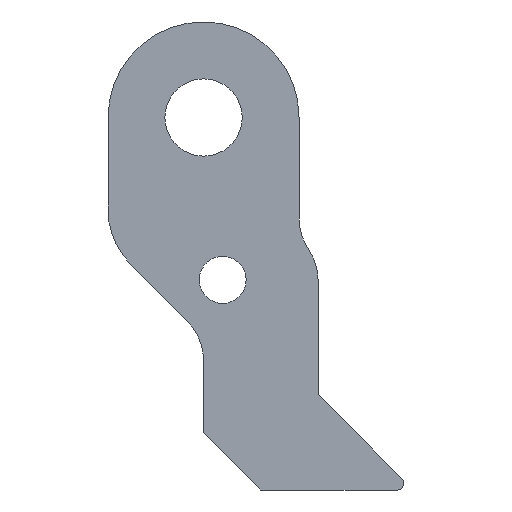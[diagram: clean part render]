
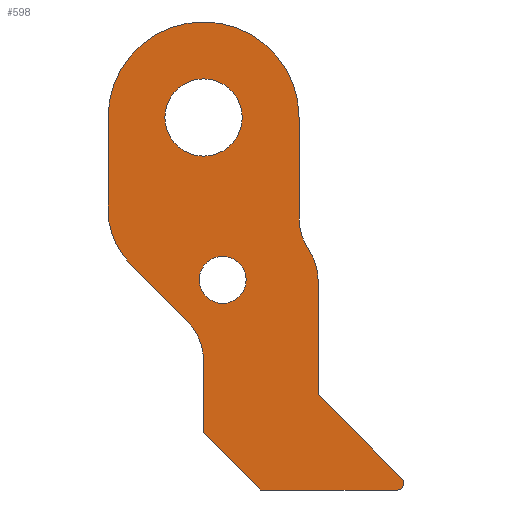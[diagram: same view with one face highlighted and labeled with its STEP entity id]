
A CAD part, left-side view. The second image highlights one B-rep face of the part: STEP entity #598.
In plain terms, the highlighted planar face has unit normal (-1, 0, 0).
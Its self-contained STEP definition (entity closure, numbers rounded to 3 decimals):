
#15=FACE_BOUND('',#72,.T.);
#16=FACE_BOUND('',#73,.T.);
#23=PLANE('',#645);
#40=FACE_OUTER_BOUND('',#71,.T.);
#71=EDGE_LOOP('',(#408,#409,#410,#411,#412,#413,#414,#415,#416,#417,#418,
#419,#420,#421));
#72=EDGE_LOOP('',(#422,#423));
#73=EDGE_LOOP('',(#424,#425));
#111=LINE('',#902,#168);
#112=LINE('',#904,#169);
#113=LINE('',#910,#170);
#114=LINE('',#914,#171);
#115=LINE('',#918,#172);
#116=LINE('',#922,#173);
#117=LINE('',#924,#174);
#118=LINE('',#925,#175);
#168=VECTOR('',#717,10.);
#169=VECTOR('',#718,10.);
#170=VECTOR('',#723,10.);
#171=VECTOR('',#726,10.);
#172=VECTOR('',#729,10.);
#173=VECTOR('',#732,10.);
#174=VECTOR('',#733,10.);
#175=VECTOR('',#734,10.);
#224=CIRCLE('',#644,0.36);
#225=CIRCLE('',#646,3.);
#226=CIRCLE('',#647,3.);
#227=CIRCLE('',#648,5.);
#228=CIRCLE('',#649,4.);
#229=CIRCLE('',#650,3.);
#230=CIRCLE('',#651,1.23);
#231=CIRCLE('',#652,1.23);
#232=CIRCLE('',#653,2.025);
#233=CIRCLE('',#654,2.025);
#257=VERTEX_POINT('',#895);
#258=VERTEX_POINT('',#897);
#259=VERTEX_POINT('',#901);
#260=VERTEX_POINT('',#903);
#261=VERTEX_POINT('',#905);
#262=VERTEX_POINT('',#907);
#263=VERTEX_POINT('',#909);
#264=VERTEX_POINT('',#911);
#265=VERTEX_POINT('',#913);
#266=VERTEX_POINT('',#915);
#267=VERTEX_POINT('',#917);
#268=VERTEX_POINT('',#919);
#269=VERTEX_POINT('',#921);
#270=VERTEX_POINT('',#923);
#271=VERTEX_POINT('',#926);
#272=VERTEX_POINT('',#927);
#273=VERTEX_POINT('',#930);
#274=VERTEX_POINT('',#931);
#317=EDGE_CURVE('',#257,#258,#224,.T.);
#319=EDGE_CURVE('',#257,#259,#111,.T.);
#320=EDGE_CURVE('',#259,#260,#112,.T.);
#321=EDGE_CURVE('',#261,#260,#225,.T.);
#322=EDGE_CURVE('',#262,#261,#226,.T.);
#323=EDGE_CURVE('',#262,#263,#113,.T.);
#324=EDGE_CURVE('',#264,#263,#227,.T.);
#325=EDGE_CURVE('',#264,#265,#114,.T.);
#326=EDGE_CURVE('',#266,#265,#228,.T.);
#327=EDGE_CURVE('',#266,#267,#115,.T.);
#328=EDGE_CURVE('',#268,#267,#229,.T.);
#329=EDGE_CURVE('',#268,#269,#116,.T.);
#330=EDGE_CURVE('',#269,#270,#117,.T.);
#331=EDGE_CURVE('',#270,#258,#118,.T.);
#332=EDGE_CURVE('',#271,#272,#230,.T.);
#333=EDGE_CURVE('',#272,#271,#231,.T.);
#334=EDGE_CURVE('',#273,#274,#232,.T.);
#335=EDGE_CURVE('',#274,#273,#233,.T.);
#408=ORIENTED_EDGE('',*,*,#317,.F.);
#409=ORIENTED_EDGE('',*,*,#319,.T.);
#410=ORIENTED_EDGE('',*,*,#320,.T.);
#411=ORIENTED_EDGE('',*,*,#321,.F.);
#412=ORIENTED_EDGE('',*,*,#322,.F.);
#413=ORIENTED_EDGE('',*,*,#323,.T.);
#414=ORIENTED_EDGE('',*,*,#324,.F.);
#415=ORIENTED_EDGE('',*,*,#325,.T.);
#416=ORIENTED_EDGE('',*,*,#326,.F.);
#417=ORIENTED_EDGE('',*,*,#327,.T.);
#418=ORIENTED_EDGE('',*,*,#328,.F.);
#419=ORIENTED_EDGE('',*,*,#329,.T.);
#420=ORIENTED_EDGE('',*,*,#330,.T.);
#421=ORIENTED_EDGE('',*,*,#331,.T.);
#422=ORIENTED_EDGE('',*,*,#332,.T.);
#423=ORIENTED_EDGE('',*,*,#333,.T.);
#424=ORIENTED_EDGE('',*,*,#334,.T.);
#425=ORIENTED_EDGE('',*,*,#335,.T.);
#598=ADVANCED_FACE('',(#40,#15,#16),#23,.T.);
#644=AXIS2_PLACEMENT_3D('',#898,#712,#713);
#645=AXIS2_PLACEMENT_3D('',#900,#715,#716);
#646=AXIS2_PLACEMENT_3D('',#906,#719,#720);
#647=AXIS2_PLACEMENT_3D('',#908,#721,#722);
#648=AXIS2_PLACEMENT_3D('',#912,#724,#725);
#649=AXIS2_PLACEMENT_3D('',#916,#727,#728);
#650=AXIS2_PLACEMENT_3D('',#920,#730,#731);
#651=AXIS2_PLACEMENT_3D('',#928,#735,#736);
#652=AXIS2_PLACEMENT_3D('',#929,#737,#738);
#653=AXIS2_PLACEMENT_3D('',#932,#739,#740);
#654=AXIS2_PLACEMENT_3D('',#933,#741,#742);
#712=DIRECTION('center_axis',(1.,0.,0.));
#713=DIRECTION('ref_axis',(0.,0.,-1.));
#715=DIRECTION('center_axis',(-1.,0.,0.));
#716=DIRECTION('ref_axis',(0.,0.,1.));
#717=DIRECTION('',(0.,0.707,0.707));
#718=DIRECTION('',(0.,0.,1.));
#719=DIRECTION('center_axis',(1.,0.,0.));
#720=DIRECTION('ref_axis',(0.,1.,0.));
#721=DIRECTION('center_axis',(-1.,0.,0.));
#722=DIRECTION('ref_axis',(0.,0.924,-0.383));
#723=DIRECTION('',(0.,0.,1.));
#724=DIRECTION('center_axis',(1.,0.,0.));
#725=DIRECTION('ref_axis',(0.,-0.707,0.707));
#726=DIRECTION('',(0.,0.,-1.));
#727=DIRECTION('center_axis',(1.,0.,0.));
#728=DIRECTION('ref_axis',(0.,0.924,-0.383));
#729=DIRECTION('',(0.,-0.707,-0.707));
#730=DIRECTION('center_axis',(-1.,0.,0.));
#731=DIRECTION('ref_axis',(0.,-0.924,0.383));
#732=DIRECTION('',(0.,0.,-1.));
#733=DIRECTION('',(0.,-0.707,-0.707));
#734=DIRECTION('',(0.,-1.,0.));
#735=DIRECTION('center_axis',(1.,0.,0.));
#736=DIRECTION('ref_axis',(0.,0.,1.));
#737=DIRECTION('center_axis',(1.,0.,0.));
#738=DIRECTION('ref_axis',(0.,0.,1.));
#739=DIRECTION('center_axis',(1.,0.,0.));
#740=DIRECTION('ref_axis',(0.,0.,1.));
#741=DIRECTION('center_axis',(1.,0.,0.));
#742=DIRECTION('ref_axis',(0.,0.,1.));
#895=CARTESIAN_POINT('',(-33.5,-10.385,0.615));
#897=CARTESIAN_POINT('',(-33.5,-10.131,0.));
#898=CARTESIAN_POINT('Origin',(-33.5,-10.131,0.36));
#900=CARTESIAN_POINT('Origin',(-33.5,-2.037,12.195));
#901=CARTESIAN_POINT('',(-33.5,-6.,5.));
#902=CARTESIAN_POINT('',(-33.5,-6.,5.));
#903=CARTESIAN_POINT('',(-33.5,-6.,10.926));
#904=CARTESIAN_POINT('',(-33.5,-6.,12.));
#905=CARTESIAN_POINT('',(-33.5,-5.5,12.584));
#906=CARTESIAN_POINT('Origin',(-33.5,-3.,10.926));
#907=CARTESIAN_POINT('',(-33.5,-5.,14.243));
#908=CARTESIAN_POINT('Origin',(-33.5,-8.,14.243));
#909=CARTESIAN_POINT('',(-33.5,-5.,19.5));
#910=CARTESIAN_POINT('',(-33.5,-5.,24.5));
#911=CARTESIAN_POINT('',(-33.5,5.,19.5));
#912=CARTESIAN_POINT('Origin',(-33.5,0.,19.5));
#913=CARTESIAN_POINT('',(-33.5,5.,14.657));
#914=CARTESIAN_POINT('',(-33.5,5.,13.));
#915=CARTESIAN_POINT('',(-33.5,3.828,11.828));
#916=CARTESIAN_POINT('Origin',(-33.5,1.,14.657));
#917=CARTESIAN_POINT('',(-33.5,0.879,8.879));
#918=CARTESIAN_POINT('',(-33.5,0.,8.));
#919=CARTESIAN_POINT('',(-33.5,0.,6.757));
#920=CARTESIAN_POINT('Origin',(-33.5,3.,6.757));
#921=CARTESIAN_POINT('',(-33.5,0.,3.));
#922=CARTESIAN_POINT('',(-33.5,0.,3.));
#923=CARTESIAN_POINT('',(-33.5,-3.,0.));
#924=CARTESIAN_POINT('',(-33.5,-3.,0.));
#925=CARTESIAN_POINT('',(-33.5,-10.5,0.));
#926=CARTESIAN_POINT('',(-33.5,-1.,12.23));
#927=CARTESIAN_POINT('',(-33.5,-1.,9.771));
#928=CARTESIAN_POINT('Origin',(-33.5,-1.,11.));
#929=CARTESIAN_POINT('Origin',(-33.5,-1.,11.));
#930=CARTESIAN_POINT('',(-33.5,0.,21.525));
#931=CARTESIAN_POINT('',(-33.5,0.,17.475));
#932=CARTESIAN_POINT('Origin',(-33.5,0.,19.5));
#933=CARTESIAN_POINT('Origin',(-33.5,0.,19.5));
